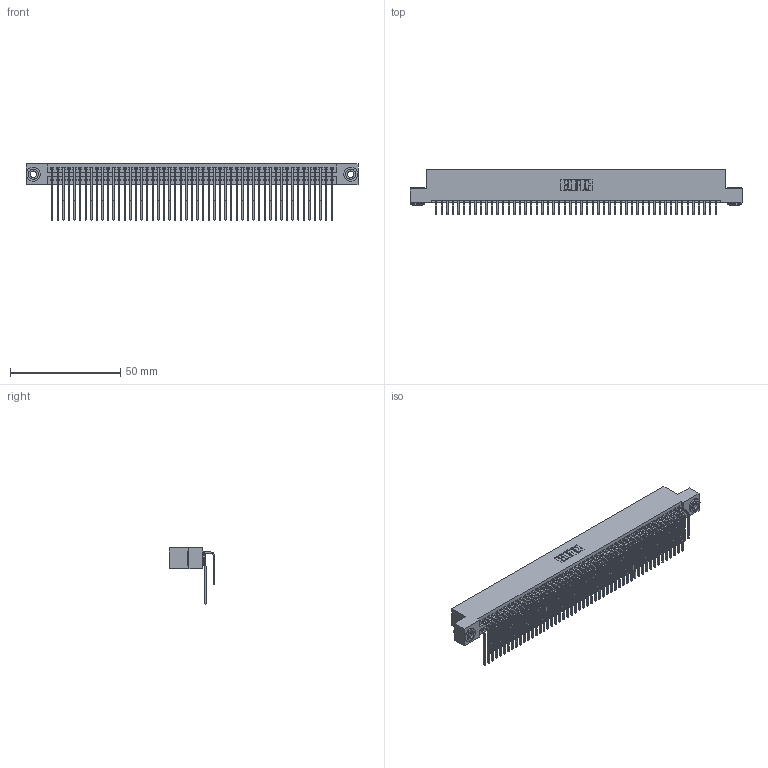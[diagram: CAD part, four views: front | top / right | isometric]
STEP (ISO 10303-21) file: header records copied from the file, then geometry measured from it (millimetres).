
FILE_DESCRIPTION (( 'STEP AP203' ), '1' );
FILE_NAME ('345-102-559-203.STEP', '2019-11-03T09:27:11', ( '' ), ( '' ), 'SwSTEP 2.0', 'SolidWorks 2016', '' );
FILE_SCHEMA (( 'CONFIG_CONTROL_DESIGN' ));
Length unit declared in the file: inch
Products named in the file (5): 345-250-002_345-250-002-102; 345-292-001_559 Tail - 2; 345-292-001_558 559 Tail - 1; 345 Part_Flush Mounting Lugs - 0.156 Dia-TH; 345-102-559-203
Assembly tree (105 placements, depth 2):
  345-102-559-203
    345 Part_Flush Mounting Lugs - 0.156 Dia-TH
    345-292-001_558 559 Tail - 1  x51
    345-292-001_559 Tail - 2  x51
    345-250-002_345-250-002-102  x2
Bounding box: 150.75 x 20.56 x 25.53 mm (x, y, z)
Volume: 15335.3 mm3; surface area: 25814.2 mm2
Topology: 105 solids, 105 shells, 5468 faces, 16227 edges, 10678 vertices
Faces by surface type: plane 3660, cylinder 1800, cone 8
Entity records: 41106 total; most frequent: CARTESIAN_POINT 6902, ORIENTED_EDGE 6778, DIRECTION 6079, EDGE_CURVE 3389, VECTOR 2989, LINE 2989, VERTEX_POINT 2254, AXIS2_PLACEMENT_3D 1545
